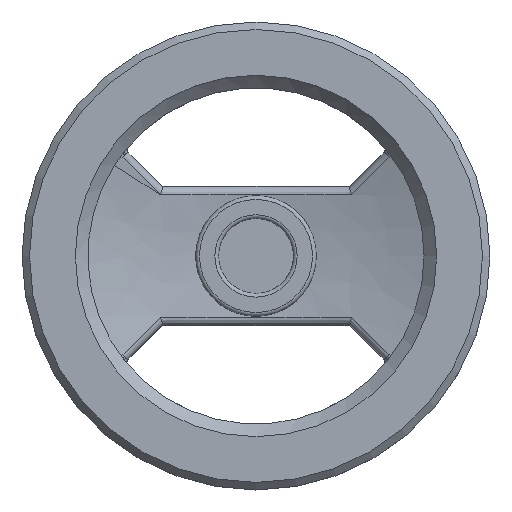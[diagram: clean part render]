
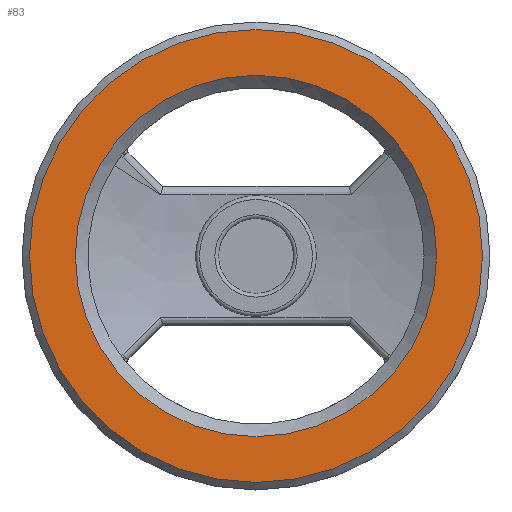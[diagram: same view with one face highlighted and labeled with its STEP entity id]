
A CAD part, top view. The second image highlights one B-rep face of the part: STEP entity #83.
In plain terms, the highlighted planar face has unit normal (0, 0, 1).
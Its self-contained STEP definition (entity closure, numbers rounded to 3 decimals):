
#83 = ADVANCED_FACE( '', ( #215, #216 ), #217, .F. );
#215 = FACE_OUTER_BOUND( '', #585, .T. );
#216 = FACE_BOUND( '', #586, .T. );
#217 = PLANE( '', #587 );
#585 = EDGE_LOOP( '', ( #3059 ) );
#586 = EDGE_LOOP( '', ( #3060 ) );
#587 = AXIS2_PLACEMENT_3D( '', #3061, #3062, #3063 );
#3059 = ORIENTED_EDGE( '', *, *, #3450, .T. );
#3060 = ORIENTED_EDGE( '', *, *, #3451, .F. );
#3061 = CARTESIAN_POINT( '', ( 0., 62.5, 30. ) );
#3062 = DIRECTION( '', ( 0., 0., -1. ) );
#3063 = DIRECTION( '', ( -1., 0., 0. ) );
#3450 = EDGE_CURVE( '', #3626, #3626, #3627, .F. );
#3451 = EDGE_CURVE( '', #3628, #3628, #3629, .T. );
#3626 = VERTEX_POINT( '', #3970 );
#3627 = CIRCLE( '', #3971, 60.5 );
#3628 = VERTEX_POINT( '', #3972 );
#3629 = CIRCLE( '', #3973, 48.27 );
#3970 = CARTESIAN_POINT( '', ( -60.5, 0., 30. ) );
#3971 = AXIS2_PLACEMENT_3D( '', #5755, #5756, #5757 );
#3972 = CARTESIAN_POINT( '', ( 48.27, 0., 30. ) );
#3973 = AXIS2_PLACEMENT_3D( '', #5758, #5759, #5760 );
#5755 = CARTESIAN_POINT( '', ( 0., 0., 30. ) );
#5756 = DIRECTION( '', ( 0., 0., -1. ) );
#5757 = DIRECTION( '', ( -1., 0., 0. ) );
#5758 = CARTESIAN_POINT( '', ( 0., 0., 30. ) );
#5759 = DIRECTION( '', ( 0., 0., 1. ) );
#5760 = DIRECTION( '', ( 1., 0., 0. ) );
